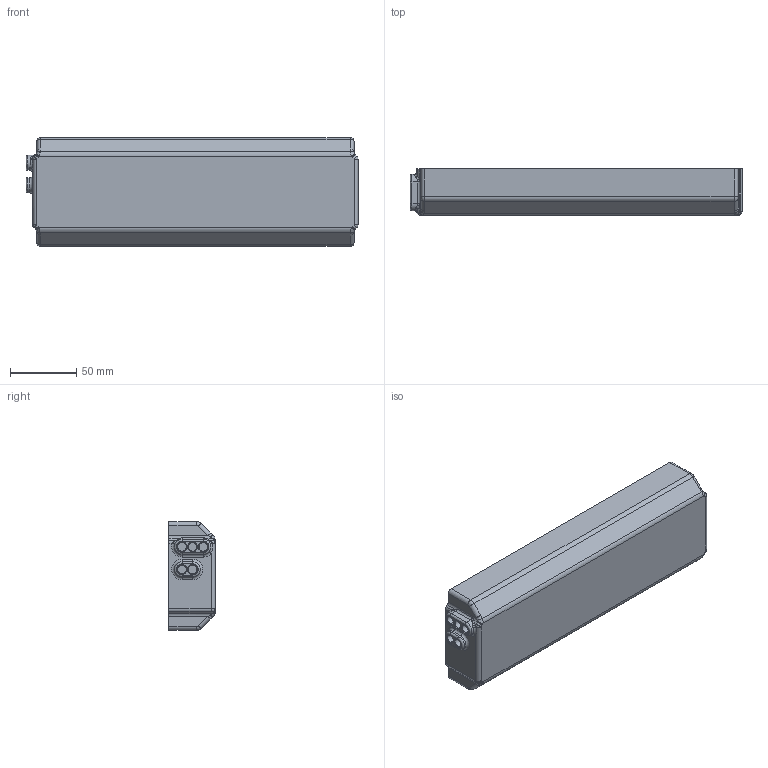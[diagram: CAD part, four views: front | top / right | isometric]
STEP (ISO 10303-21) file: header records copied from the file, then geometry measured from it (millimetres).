
FILE_DESCRIPTION (( 'STEP AP214' ), '1' );
FILE_NAME ('top plastic.STEP', '2019-08-21T19:11:32', ( '65WAT' ), ( '' ), 'SwSTEP 2.0', 'SolidWorks 2016', '' );
FILE_SCHEMA (( 'AUTOMOTIVE_DESIGN' ));
Length unit declared in the file: millimetre
Products named in the file (2): top plastic
Bounding box: 250 x 35 x 82 mm (x, y, z)
Volume: 125132.4 mm3; surface area: 77164.3 mm2
Topology: 1 solids, 1 shells, 231 faces, 542 edges, 311 vertices
Faces by surface type: cylinder 103, plane 50, torus 37, bspline 23, sphere 18
Entity records: 7149 total; most frequent: CARTESIAN_POINT 1868, DIRECTION 1181, ORIENTED_EDGE 1068, EDGE_CURVE 534, AXIS2_PLACEMENT_3D 486, VERTEX_POINT 311, CIRCLE 276, EDGE_LOOP 247
